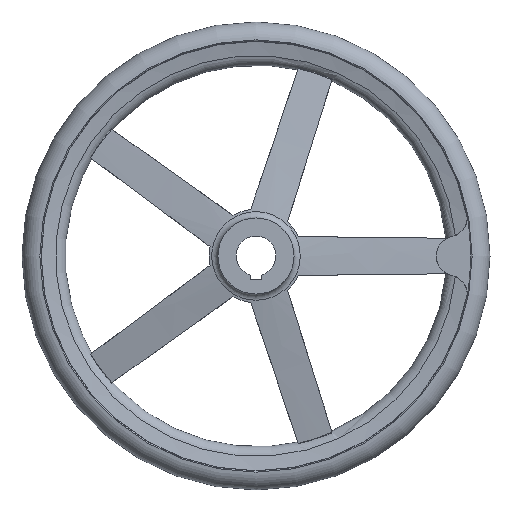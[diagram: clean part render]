
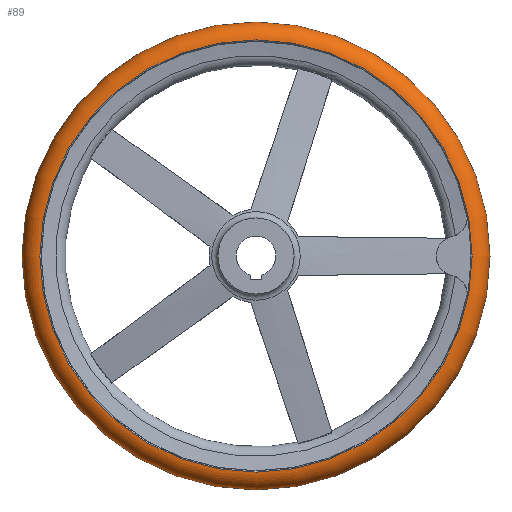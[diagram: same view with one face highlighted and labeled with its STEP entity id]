
A CAD part, front view. The second image highlights one B-rep face of the part: STEP entity #89.
In plain terms, the highlighted toroidal (fillet/blend) face has major radius 184 mm and minor radius 16 mm.
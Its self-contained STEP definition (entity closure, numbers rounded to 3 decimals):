
#89 = ADVANCED_FACE( '', ( #224, #225, #226 ), #227, .T. );
#224 = FACE_BOUND( '', #422, .T. );
#225 = FACE_OUTER_BOUND( '', #423, .T. );
#226 = FACE_OUTER_BOUND( '', #424, .T. );
#227 = TOROIDAL_SURFACE( '', #425, 184., 16. );
#422 = VERTEX_LOOP( '', #645 );
#423 = EDGE_LOOP( '', ( #646 ) );
#424 = EDGE_LOOP( '', ( #647 ) );
#425 = AXIS2_PLACEMENT_3D( '', #648, #649, #650 );
#645 = VERTEX_POINT( '', #1173 );
#646 = ORIENTED_EDGE( '', *, *, #1174, .T. );
#647 = ORIENTED_EDGE( '', *, *, #1175, .F. );
#648 = CARTESIAN_POINT( '', ( 0., 47., 0. ) );
#649 = DIRECTION( '', ( 0., -1., 0. ) );
#650 = DIRECTION( '', ( 0., 0., -1. ) );
#1173 = CARTESIAN_POINT( '', ( 0., 47., -200. ) );
#1174 = EDGE_CURVE( '', #1412, #1412, #1413, .T. );
#1175 = EDGE_CURVE( '', #1414, #1414, #1415, .T. );
#1412 = VERTEX_POINT( '', #1890 );
#1413 = CIRCLE( '', #1891, 184.667 );
#1414 = VERTEX_POINT( '', #1892 );
#1415 = CIRCLE( '', #1893, 184.667 );
#1890 = CARTESIAN_POINT( '', ( 0., 62.986, -184.667 ) );
#1891 = AXIS2_PLACEMENT_3D( '', #2711, #2712, #2713 );
#1892 = CARTESIAN_POINT( '', ( 0., 31.014, -184.667 ) );
#1893 = AXIS2_PLACEMENT_3D( '', #2714, #2715, #2716 );
#2711 = CARTESIAN_POINT( '', ( 0., 62.986, 0. ) );
#2712 = DIRECTION( '', ( 0., -1., 0. ) );
#2713 = DIRECTION( '', ( 0., 0., -1. ) );
#2714 = CARTESIAN_POINT( '', ( 0., 31.014, 0. ) );
#2715 = DIRECTION( '', ( 0., -1., 0. ) );
#2716 = DIRECTION( '', ( 0., 0., -1. ) );
